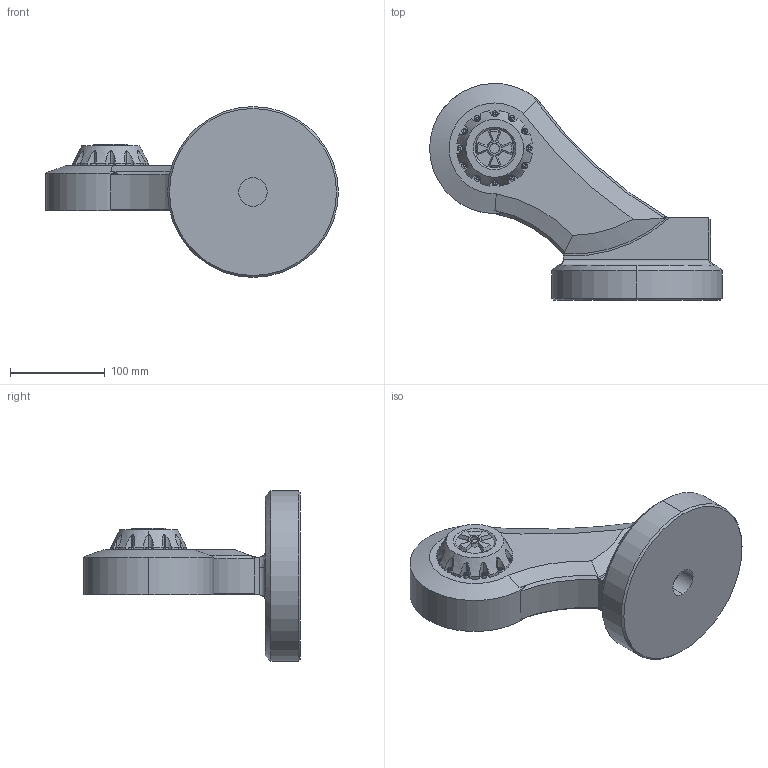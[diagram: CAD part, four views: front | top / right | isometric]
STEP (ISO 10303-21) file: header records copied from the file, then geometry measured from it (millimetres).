
FILE_DESCRIPTION (( 'STEP AP203' ), '1' );
FILE_NAME ('Part2 final_Default_sldprt.STEP', '2024-04-13T19:24:44', ( '' ), ( '' ), 'SwSTEP 2.0', 'SolidWorks 2022', '' );
FILE_SCHEMA (( 'CONFIG_CONTROL_DESIGN' ));
Length unit declared in the file: millimetre
Products named in the file (1): Part2 final_Default_sldprt
Bounding box: 308.5 x 228.44 x 180 mm (x, y, z)
Volume: 2299535.6 mm3; surface area: 156342.2 mm2
Topology: 1 solids, 1 shells, 188 faces, 454 edges, 298 vertices
Faces by surface type: cylinder 105, plane 52, cone 25, bspline 5, torus 1
Entity records: 6507 total; most frequent: CARTESIAN_POINT 2007, DIRECTION 949, ORIENTED_EDGE 908, EDGE_CURVE 454, AXIS2_PLACEMENT_3D 401, VERTEX_POINT 298, EDGE_LOOP 218, CIRCLE 217
